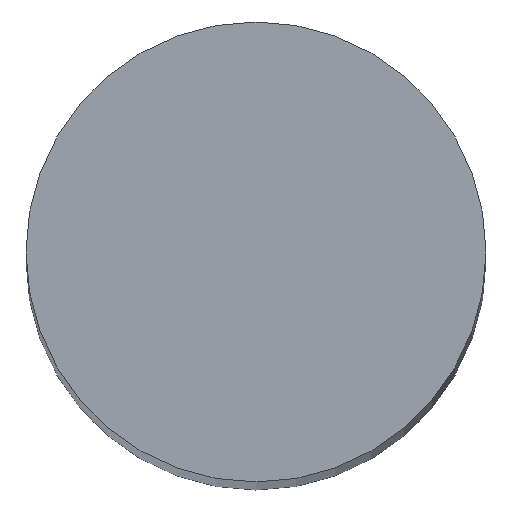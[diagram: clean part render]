
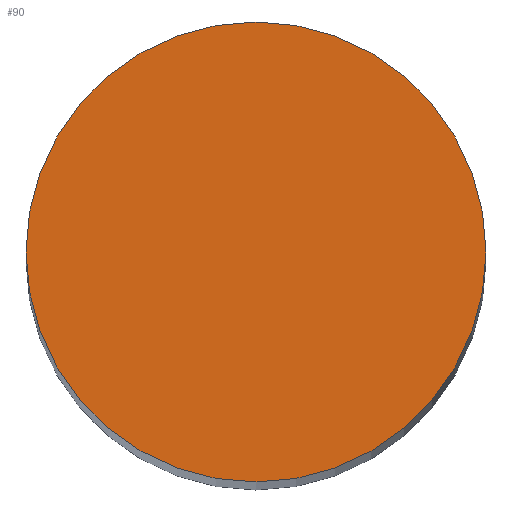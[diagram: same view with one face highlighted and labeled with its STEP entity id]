
A CAD part, top view. The second image highlights one B-rep face of the part: STEP entity #90.
In plain terms, the highlighted planar face has unit normal (0, 0, 1).
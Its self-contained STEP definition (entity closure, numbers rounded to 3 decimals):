
#3 = DIRECTION ( 'NONE',  ( 1., 0., 0. ) ) ;
#11 = FACE_OUTER_BOUND ( 'NONE', #147, .T. ) ;
#12 = DIRECTION ( 'NONE',  ( 0., 0., 1. ) ) ;
#19 = AXIS2_PLACEMENT_3D ( 'NONE', #139, #121, #3 ) ;
#20 = CARTESIAN_POINT ( 'NONE',  ( 2.5, 0., 50. ) ) ;
#41 = AXIS2_PLACEMENT_3D ( 'NONE', #162, #133, #45 ) ;
#45 = DIRECTION ( 'NONE',  ( 1., 0., 0. ) ) ;
#49 = CARTESIAN_POINT ( 'NONE',  ( 0., 0., 50. ) ) ;
#62 = AXIS2_PLACEMENT_3D ( 'NONE', #49, #12, #130 ) ;
#67 = VERTEX_POINT ( 'NONE', #129 ) ;
#74 = CIRCLE ( 'NONE', #62, 2.5 ) ;
#85 = PLANE ( 'NONE',  #41 ) ;
#90 = ADVANCED_FACE ( 'NONE', ( #11 ), #85, .T. ) ;
#106 = VERTEX_POINT ( 'NONE', #20 ) ;
#111 = ORIENTED_EDGE ( 'NONE', *, *, #120, .T. ) ;
#113 = CIRCLE ( 'NONE', #19, 2.5 ) ;
#120 = EDGE_CURVE ( 'NONE', #106, #67, #113, .T. ) ;
#121 = DIRECTION ( 'NONE',  ( 0., 0., 1. ) ) ;
#124 = ORIENTED_EDGE ( 'NONE', *, *, #126, .T. ) ;
#126 = EDGE_CURVE ( 'NONE', #67, #106, #74, .T. ) ;
#129 = CARTESIAN_POINT ( 'NONE',  ( -2.5, 0., 50. ) ) ;
#130 = DIRECTION ( 'NONE',  ( 1., 0., 0. ) ) ;
#133 = DIRECTION ( 'NONE',  ( 0., 0., 1. ) ) ;
#139 = CARTESIAN_POINT ( 'NONE',  ( 0., 0., 50. ) ) ;
#147 = EDGE_LOOP ( 'NONE', ( #124, #111 ) ) ;
#162 = CARTESIAN_POINT ( 'NONE',  ( 0., 0., 50. ) ) ;
